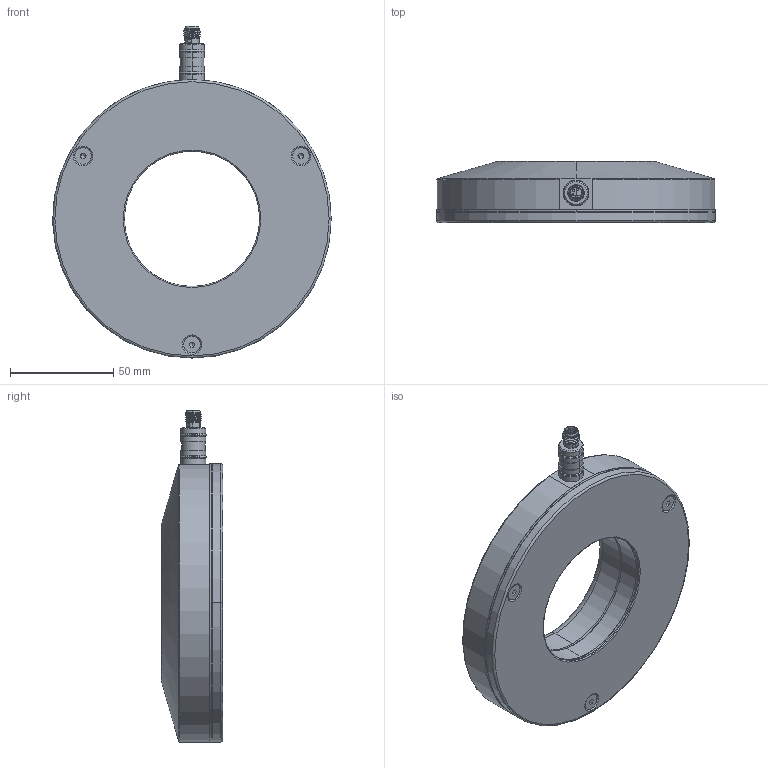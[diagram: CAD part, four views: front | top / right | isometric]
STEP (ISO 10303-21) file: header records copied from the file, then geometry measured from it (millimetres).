
FILE_DESCRIPTION (( 'STEP AP203' ), '1' );
FILE_NAME ('DFB-LFH-135-D12-VA_outline.STEP', '2023-04-12T12:02:16', ( '' ), ( '' ), 'SwSTEP 2.0', 'SolidWorks 2022', '' );
FILE_SCHEMA (( 'CONFIG_CONTROL_DESIGN' ));
Length unit declared in the file: millimetre
Products named in the file (1): DFB-LFH-135-D12-VA_outline
Bounding box: 135 x 29.71 x 161 mm (x, y, z)
Surface area: 59800 mm2 (no closed solid volume)
Topology: 0 solids, 20 shells, 153 faces, 440 edges, 302 vertices
Faces by surface type: cylinder 57, plane 49, cone 24, torus 16, bspline 7
Entity records: 5885 total; most frequent: CARTESIAN_POINT 1794, DIRECTION 906, ORIENTED_EDGE 728, EDGE_CURVE 426, AXIS2_PLACEMENT_3D 386, VERTEX_POINT 302, CIRCLE 239, EDGE_LOOP 195
